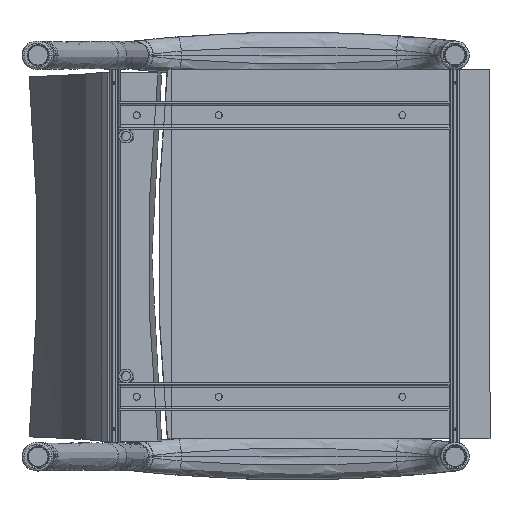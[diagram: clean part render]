
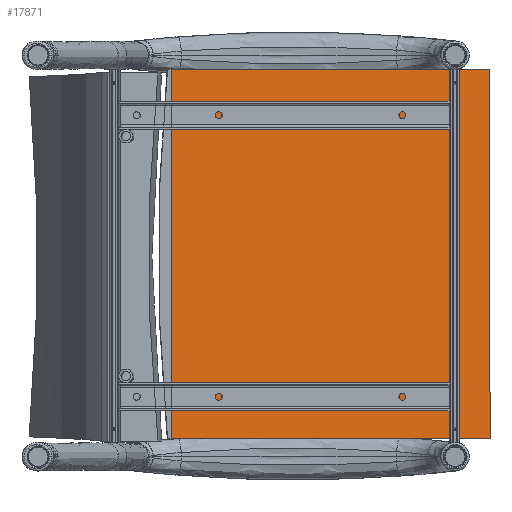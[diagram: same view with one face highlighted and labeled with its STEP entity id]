
A CAD part, front view. The second image highlights one B-rep face of the part: STEP entity #17871.
In plain terms, the highlighted face is planar.
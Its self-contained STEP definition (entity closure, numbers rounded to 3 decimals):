
#1448=LINE('',#47936,#2150);
#1449=LINE('',#47939,#2151);
#1453=LINE('',#47947,#2155);
#1454=LINE('',#47948,#2156);
#2150=VECTOR('',#23848,0.394);
#2151=VECTOR('',#23851,0.394);
#2155=VECTOR('',#23857,0.394);
#2156=VECTOR('',#23858,0.394);
#2520=PLANE('',#19721);
#3815=FACE_OUTER_BOUND('',#5214,.T.);
#5214=EDGE_LOOP('',(#15621,#15622,#15623,#15624));
#8415=VERTEX_POINT('',#47930);
#8417=VERTEX_POINT('',#47934);
#8418=VERTEX_POINT('',#47938);
#8421=VERTEX_POINT('',#47946);
#10844=EDGE_CURVE('',#8415,#8417,#1448,.T.);
#10845=EDGE_CURVE('',#8415,#8418,#1449,.T.);
#10849=EDGE_CURVE('',#8421,#8417,#1453,.T.);
#10850=EDGE_CURVE('',#8421,#8418,#1454,.T.);
#15621=ORIENTED_EDGE('',*,*,#10844,.T.);
#15622=ORIENTED_EDGE('',*,*,#10849,.F.);
#15623=ORIENTED_EDGE('',*,*,#10850,.T.);
#15624=ORIENTED_EDGE('',*,*,#10845,.F.);
#17871=ADVANCED_FACE('',(#3815),#2520,.F.);
#19721=AXIS2_PLACEMENT_3D('',#47945,#23855,#23856);
#23848=DIRECTION('',(0.,-1.,0.));
#23851=DIRECTION('',(-0.999,0.,-0.043));
#23855=DIRECTION('center_axis',(-0.043,0.,
0.999));
#23856=DIRECTION('ref_axis',(-0.999,0.,-0.043));
#23857=DIRECTION('',(0.999,0.,0.043));
#23858=DIRECTION('',(0.,1.,0.));
#47930=CARTESIAN_POINT('',(8.991,9.614,-1.257));
#47934=CARTESIAN_POINT('',(8.991,-10.386,-1.257));
#47936=CARTESIAN_POINT('',(8.991,-0.386,-1.257));
#47938=CARTESIAN_POINT('',(-8.349,9.614,-2.));
#47939=CARTESIAN_POINT('',(9.178,9.614,-1.249));
#47945=CARTESIAN_POINT('Origin',(9.151,9.614,-1.25));
#47946=CARTESIAN_POINT('',(-8.349,-10.386,-2.));
#47947=CARTESIAN_POINT('',(0.444,-10.386,-1.623));
#47948=CARTESIAN_POINT('',(-8.349,-10.386,-2.));
